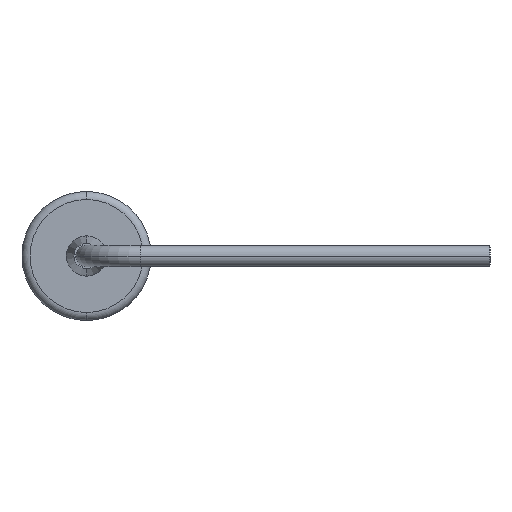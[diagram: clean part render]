
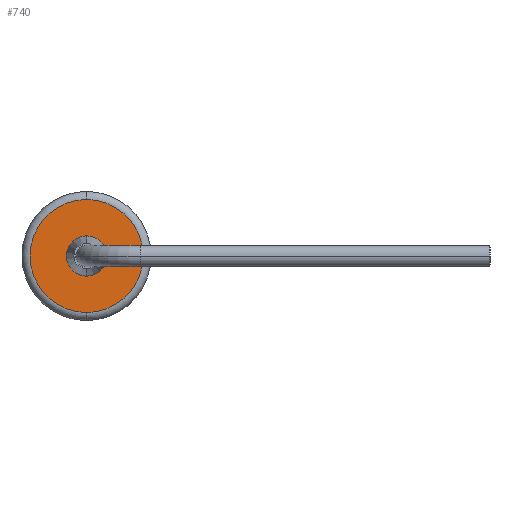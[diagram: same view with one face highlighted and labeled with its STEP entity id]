
A CAD part, left-side view. The second image highlights one B-rep face of the part: STEP entity #740.
In plain terms, the highlighted planar face has unit normal (-1, 0, 0).
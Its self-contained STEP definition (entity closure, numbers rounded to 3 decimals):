
#2 = CARTESIAN_POINT ( 'NONE',  ( -6.5, 0., -2.1 ) ) ;
#32 = DIRECTION ( 'NONE',  ( 1., 0., 0. ) ) ;
#52 = VERTEX_POINT ( 'NONE', #832 ) ;
#67 = VERTEX_POINT ( 'NONE', #2 ) ;
#99 = VERTEX_POINT ( 'NONE', #256 ) ;
#104 = DIRECTION ( 'NONE',  ( 0., 0., -1. ) ) ;
#170 = ORIENTED_EDGE ( 'NONE', *, *, #366, .T. ) ;
#256 = CARTESIAN_POINT ( 'NONE',  ( -6.5, 0., 2.1 ) ) ;
#269 = CARTESIAN_POINT ( 'NONE',  ( -6.5, 0., 0. ) ) ;
#274 = AXIS2_PLACEMENT_3D ( 'NONE', #881, #301, #794 ) ;
#283 = DIRECTION ( 'NONE',  ( -1., 0., 0. ) ) ;
#301 = DIRECTION ( 'NONE',  ( -1., 0., 0. ) ) ;
#366 = EDGE_CURVE ( 'NONE', #99, #67, #527, .T. ) ;
#399 = CIRCLE ( 'NONE', #625, 0.75 ) ;
#451 = VERTEX_POINT ( 'NONE', #807 ) ;
#452 = CIRCLE ( 'NONE', #522, 2.1 ) ;
#458 = CARTESIAN_POINT ( 'NONE',  ( -6.5, 0., 0. ) ) ;
#522 = AXIS2_PLACEMENT_3D ( 'NONE', #1025, #283, #622 ) ;
#527 = CIRCLE ( 'NONE', #274, 2.1 ) ;
#531 = DIRECTION ( 'NONE',  ( 0., 0., -1. ) ) ;
#536 = EDGE_CURVE ( 'NONE', #52, #451, #399, .T. ) ;
#564 = EDGE_CURVE ( 'NONE', #451, #52, #819, .T. ) ;
#583 = ORIENTED_EDGE ( 'NONE', *, *, #536, .T. ) ;
#622 = DIRECTION ( 'NONE',  ( 0., 0., 1. ) ) ;
#625 = AXIS2_PLACEMENT_3D ( 'NONE', #458, #32, #531 ) ;
#636 = EDGE_CURVE ( 'NONE', #67, #99, #452, .T. ) ;
#637 = CARTESIAN_POINT ( 'NONE',  ( -6.5, 0., 0. ) ) ;
#644 = FACE_OUTER_BOUND ( 'NONE', #887, .T. ) ;
#662 = ORIENTED_EDGE ( 'NONE', *, *, #564, .T. ) ;
#716 = AXIS2_PLACEMENT_3D ( 'NONE', #269, #916, #104 ) ;
#718 = AXIS2_PLACEMENT_3D ( 'NONE', #637, #965, #949 ) ;
#740 = ADVANCED_FACE ( 'NONE', ( #1046, #644 ), #788, .F. ) ;
#788 = PLANE ( 'NONE',  #718 ) ;
#794 = DIRECTION ( 'NONE',  ( 0., 0., 1. ) ) ;
#807 = CARTESIAN_POINT ( 'NONE',  ( -6.5, 0., -0.75 ) ) ;
#819 = CIRCLE ( 'NONE', #716, 0.75 ) ;
#832 = CARTESIAN_POINT ( 'NONE',  ( -6.5, 0., 0.75 ) ) ;
#849 = ORIENTED_EDGE ( 'NONE', *, *, #636, .T. ) ;
#881 = CARTESIAN_POINT ( 'NONE',  ( -6.5, 0., 0. ) ) ;
#887 = EDGE_LOOP ( 'NONE', ( #170, #849 ) ) ;
#916 = DIRECTION ( 'NONE',  ( 1., 0., 0. ) ) ;
#949 = DIRECTION ( 'NONE',  ( 0., 0., -1. ) ) ;
#965 = DIRECTION ( 'NONE',  ( 1., 0., 0. ) ) ;
#972 = EDGE_LOOP ( 'NONE', ( #662, #583 ) ) ;
#1025 = CARTESIAN_POINT ( 'NONE',  ( -6.5, 0., 0. ) ) ;
#1046 = FACE_BOUND ( 'NONE', #972, .T. ) ;
